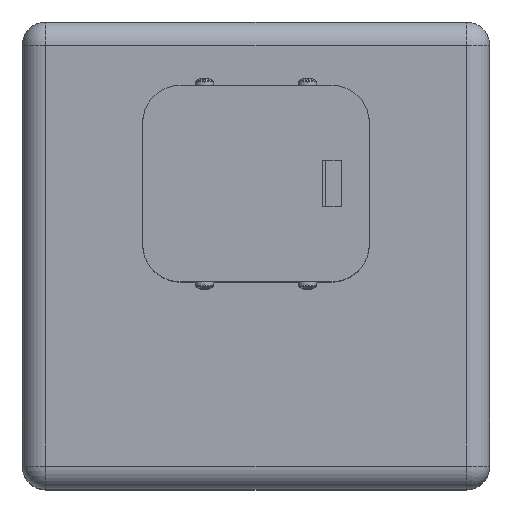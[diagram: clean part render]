
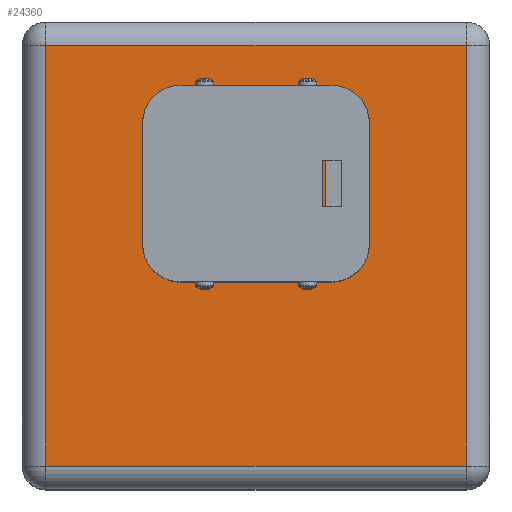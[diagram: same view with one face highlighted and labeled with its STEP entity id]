
A CAD part, top view. The second image highlights one B-rep face of the part: STEP entity #24360.
In plain terms, the highlighted planar face has unit normal (0, 0, 1).
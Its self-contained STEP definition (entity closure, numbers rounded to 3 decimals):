
#187 = VERTEX_POINT ( 'NONE', #6476 ) ;
#767 = ORIENTED_EDGE ( 'NONE', *, *, #23441, .T. ) ;
#1161 = AXIS2_PLACEMENT_3D ( 'NONE', #9124, #29743, #14060 ) ;
#3118 = CARTESIAN_POINT ( 'NONE',  ( -50., 1029., 38.703 ) ) ;
#3368 = CARTESIAN_POINT ( 'NONE',  ( 45., 1029., 38.703 ) ) ;
#4476 = EDGE_CURVE ( 'NONE', #187, #17891, #9185, .T. ) ;
#4979 = ORIENTED_EDGE ( 'NONE', *, *, #4476, .T. ) ;
#6010 = DIRECTION ( 'NONE',  ( 0., 0., 1. ) ) ;
#6366 = DIRECTION ( 'NONE',  ( -1., 0., 0. ) ) ;
#6476 = CARTESIAN_POINT ( 'NONE',  ( -45., 939., 38.703 ) ) ;
#7517 = LINE ( 'NONE', #35199, #35043 ) ;
#8361 = VERTEX_POINT ( 'NONE', #37664 ) ;
#9094 = VERTEX_POINT ( 'NONE', #31111 ) ;
#9124 = CARTESIAN_POINT ( 'NONE',  ( 0., 999., 38.703 ) ) ;
#9185 = LINE ( 'NONE', #12445, #24254 ) ;
#9218 = CARTESIAN_POINT ( 'NONE',  ( 0., 999., 38.703 ) ) ;
#9299 = EDGE_LOOP ( 'NONE', ( #22884, #10639 ) ) ;
#9534 = EDGE_LOOP ( 'NONE', ( #36338, #767, #4979, #10473 ) ) ;
#10473 = ORIENTED_EDGE ( 'NONE', *, *, #33462, .T. ) ;
#10639 = ORIENTED_EDGE ( 'NONE', *, *, #33476, .F. ) ;
#12445 = CARTESIAN_POINT ( 'NONE',  ( -50., 939., 38.703 ) ) ;
#12740 = FACE_OUTER_BOUND ( 'NONE', #9534, .T. ) ;
#14016 = AXIS2_PLACEMENT_3D ( 'NONE', #41998, #25616, #19188 ) ;
#14060 = DIRECTION ( 'NONE',  ( 1., 0., 0. ) ) ;
#15695 = CARTESIAN_POINT ( 'NONE',  ( 45., 1034., 38.703 ) ) ;
#15968 = FACE_BOUND ( 'NONE', #9299, .T. ) ;
#16327 = CARTESIAN_POINT ( 'NONE',  ( 45., 939., 38.703 ) ) ;
#16932 = CIRCLE ( 'NONE', #40965, 12.7 ) ;
#17249 = VERTEX_POINT ( 'NONE', #33460 ) ;
#17891 = VERTEX_POINT ( 'NONE', #16327 ) ;
#19188 = DIRECTION ( 'NONE',  ( -1., 0., 0. ) ) ;
#19756 = EDGE_CURVE ( 'NONE', #32787, #8361, #35810, .T. ) ;
#21142 = VECTOR ( 'NONE', #6366, 1000. ) ;
#21457 = DIRECTION ( 'NONE',  ( 0., -1., 0. ) ) ;
#22884 = ORIENTED_EDGE ( 'NONE', *, *, #39669, .F. ) ;
#23441 = EDGE_CURVE ( 'NONE', #8361, #187, #7517, .T. ) ;
#24254 = VECTOR ( 'NONE', #25523, 1000. ) ;
#24360 = ADVANCED_FACE ( 'NONE', ( #15968, #12740 ), #42195, .F. ) ;
#25124 = VECTOR ( 'NONE', #38678, 1000. ) ;
#25523 = DIRECTION ( 'NONE',  ( 1., 0., 0. ) ) ;
#25616 = DIRECTION ( 'NONE',  ( 0., 0., -1. ) ) ;
#26387 = DIRECTION ( 'NONE',  ( 1., 0., 0. ) ) ;
#29743 = DIRECTION ( 'NONE',  ( 0., 0., 1. ) ) ;
#31111 = CARTESIAN_POINT ( 'NONE',  ( 12.7, 999., 38.703 ) ) ;
#32787 = VERTEX_POINT ( 'NONE', #3368 ) ;
#33460 = CARTESIAN_POINT ( 'NONE',  ( -12.7, 999., 38.703 ) ) ;
#33462 = EDGE_CURVE ( 'NONE', #17891, #32787, #35451, .T. ) ;
#33476 = EDGE_CURVE ( 'NONE', #17249, #9094, #16932, .T. ) ;
#35043 = VECTOR ( 'NONE', #21457, 1000. ) ;
#35199 = CARTESIAN_POINT ( 'NONE',  ( -45., 1034., 38.703 ) ) ;
#35451 = LINE ( 'NONE', #15695, #25124 ) ;
#35810 = LINE ( 'NONE', #3118, #21142 ) ;
#36338 = ORIENTED_EDGE ( 'NONE', *, *, #19756, .T. ) ;
#37664 = CARTESIAN_POINT ( 'NONE',  ( -45., 1029., 38.703 ) ) ;
#38678 = DIRECTION ( 'NONE',  ( 0., 1., 0. ) ) ;
#39669 = EDGE_CURVE ( 'NONE', #9094, #17249, #41691, .T. ) ;
#40965 = AXIS2_PLACEMENT_3D ( 'NONE', #9218, #6010, #26387 ) ;
#41691 = CIRCLE ( 'NONE', #1161, 12.7 ) ;
#41998 = CARTESIAN_POINT ( 'NONE',  ( -50., 1034., 38.703 ) ) ;
#42195 = PLANE ( 'NONE',  #14016 ) ;
